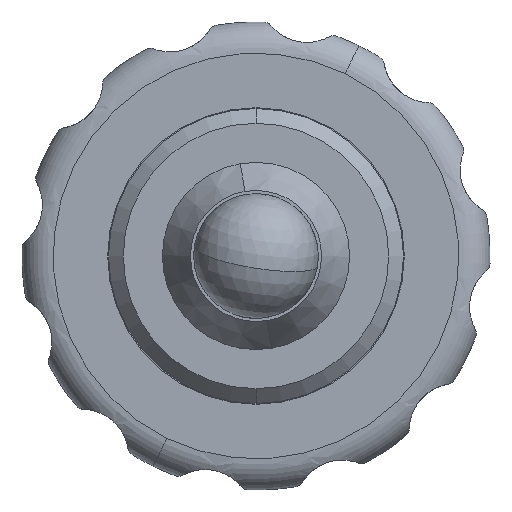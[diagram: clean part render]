
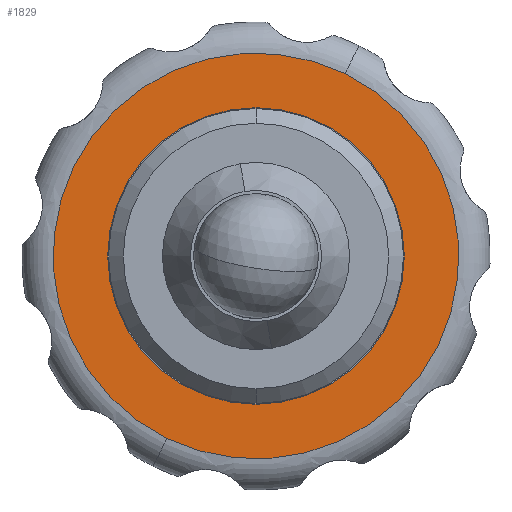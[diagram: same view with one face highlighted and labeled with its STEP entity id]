
A CAD part, left-side view. The second image highlights one B-rep face of the part: STEP entity #1829.
In plain terms, the highlighted planar face has unit normal (-1, 0, 0).
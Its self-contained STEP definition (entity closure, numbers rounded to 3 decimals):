
#199 = EDGE_CURVE ( 'NONE', #3027, #2077, #578, .T. ) ;
#429 = CARTESIAN_POINT ( 'NONE',  ( 6.05, 1.977, -4.042 ) ) ;
#434 = CARTESIAN_POINT ( 'NONE',  ( 6.05, 0., 0. ) ) ;
#449 = DIRECTION ( 'NONE',  ( 0., 0.439, -0.898 ) ) ;
#506 = DIRECTION ( 'NONE',  ( 1., 0., 0. ) ) ;
#578 = CIRCLE ( 'NONE', #905, 6.5 ) ;
#694 = CARTESIAN_POINT ( 'NONE',  ( 6.05, 0., 0. ) ) ;
#738 = EDGE_CURVE ( 'NONE', #1402, #1838, #1391, .T. ) ;
#762 = AXIS2_PLACEMENT_3D ( 'NONE', #434, #889, #449 ) ;
#787 = FACE_OUTER_BOUND ( 'NONE', #1433, .T. ) ;
#806 = CARTESIAN_POINT ( 'NONE',  ( 6.05, -2.856, 5.839 ) ) ;
#889 = DIRECTION ( 'NONE',  ( -1., 0., 0. ) ) ;
#904 = AXIS2_PLACEMENT_3D ( 'NONE', #972, #2649, #2836 ) ;
#905 = AXIS2_PLACEMENT_3D ( 'NONE', #2065, #1536, #2532 ) ;
#928 = DIRECTION ( 'NONE',  ( 0., 0.439, -0.898 ) ) ;
#969 = ORIENTED_EDGE ( 'NONE', *, *, #1020, .F. ) ;
#972 = CARTESIAN_POINT ( 'NONE',  ( 6.05, 0., 0. ) ) ;
#1020 = EDGE_CURVE ( 'NONE', #1838, #1402, #2409, .T. ) ;
#1172 = DIRECTION ( 'NONE',  ( 0., 0.439, -0.898 ) ) ;
#1258 = ORIENTED_EDGE ( 'NONE', *, *, #199, .T. ) ;
#1288 = ORIENTED_EDGE ( 'NONE', *, *, #738, .F. ) ;
#1391 = CIRCLE ( 'NONE', #2917, 4.5 ) ;
#1402 = VERTEX_POINT ( 'NONE', #429 ) ;
#1433 = EDGE_LOOP ( 'NONE', ( #1779, #1258 ) ) ;
#1468 = EDGE_CURVE ( 'NONE', #2077, #3027, #2108, .T. ) ;
#1536 = DIRECTION ( 'NONE',  ( -1., 0., 0. ) ) ;
#1694 = FACE_BOUND ( 'NONE', #2775, .T. ) ;
#1732 = PLANE ( 'NONE',  #2407 ) ;
#1779 = ORIENTED_EDGE ( 'NONE', *, *, #1468, .T. ) ;
#1829 = ADVANCED_FACE ( 'NONE', ( #787, #1694 ), #1732, .F. ) ;
#1838 = VERTEX_POINT ( 'NONE', #2177 ) ;
#1951 = CARTESIAN_POINT ( 'NONE',  ( 6.05, 0., 0. ) ) ;
#2065 = CARTESIAN_POINT ( 'NONE',  ( 6.05, 0., 0. ) ) ;
#2077 = VERTEX_POINT ( 'NONE', #3058 ) ;
#2079 = DIRECTION ( 'NONE',  ( -1., 0., 0. ) ) ;
#2108 = CIRCLE ( 'NONE', #904, 6.5 ) ;
#2177 = CARTESIAN_POINT ( 'NONE',  ( 6.05, -1.977, 4.042 ) ) ;
#2407 = AXIS2_PLACEMENT_3D ( 'NONE', #1951, #506, #1172 ) ;
#2409 = CIRCLE ( 'NONE', #762, 4.5 ) ;
#2532 = DIRECTION ( 'NONE',  ( 0., 0.439, -0.898 ) ) ;
#2649 = DIRECTION ( 'NONE',  ( -1., 0., 0. ) ) ;
#2775 = EDGE_LOOP ( 'NONE', ( #1288, #969 ) ) ;
#2836 = DIRECTION ( 'NONE',  ( 0., 0.439, -0.898 ) ) ;
#2917 = AXIS2_PLACEMENT_3D ( 'NONE', #694, #2079, #928 ) ;
#3027 = VERTEX_POINT ( 'NONE', #806 ) ;
#3058 = CARTESIAN_POINT ( 'NONE',  ( 6.05, 2.856, -5.839 ) ) ;
